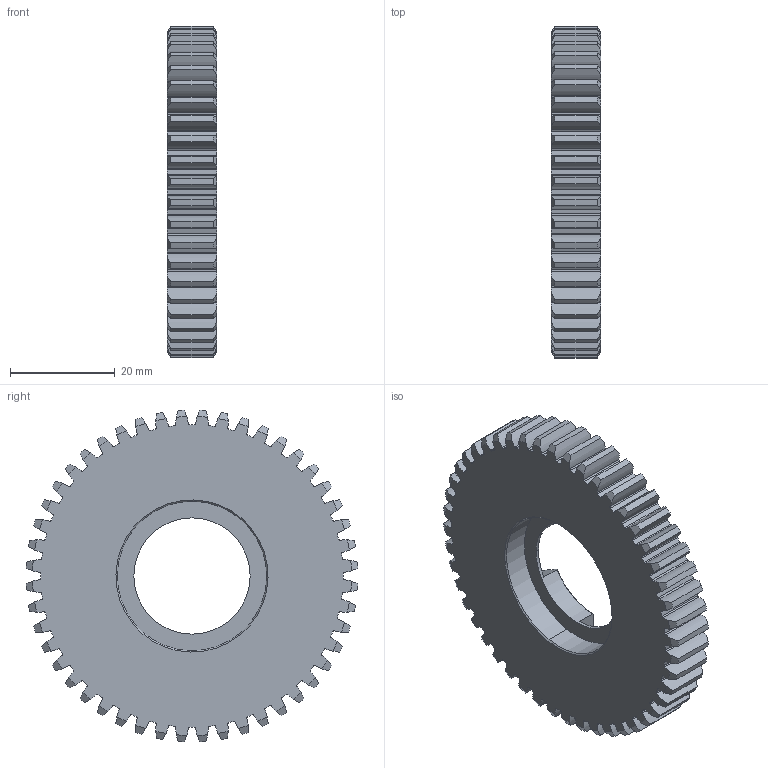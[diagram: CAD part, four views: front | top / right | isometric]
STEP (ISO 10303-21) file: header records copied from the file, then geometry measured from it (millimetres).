
FILE_DESCRIPTION((''),'2;1');
FILE_NAME('AM-0022.stp','2008-01-03T19:02:17',('Owner'),(''),'Autodesk Inventor (R) 6.0','Autodesk Inventor (R) 6.0','');
FILE_SCHEMA(('AUTOMOTIVE_DESIGN { 1 0 10303 214 1 1 1 1 }'));
Length unit declared in the file: inch
Products named in the file (1): AM-0022 Large Output Gear 48T
Bounding box: 9.53 x 63.43 x 63.43 mm (x, y, z)
Volume: 16435.2 mm3; surface area: 10295.4 mm2
Topology: 1 solids, 1 shells, 413 faces, 1224 edges, 815 vertices
Faces by surface type: cylinder 296, cone 102, plane 12, bspline 3
Entity records: 14465 total; most frequent: CARTESIAN_POINT 3066, DIRECTION 2558, ORIENTED_EDGE 2448, EDGE_CURVE 1224, AXIS2_PLACEMENT_3D 1115, VERTEX_POINT 815, CIRCLE 704, EDGE_LOOP 417
